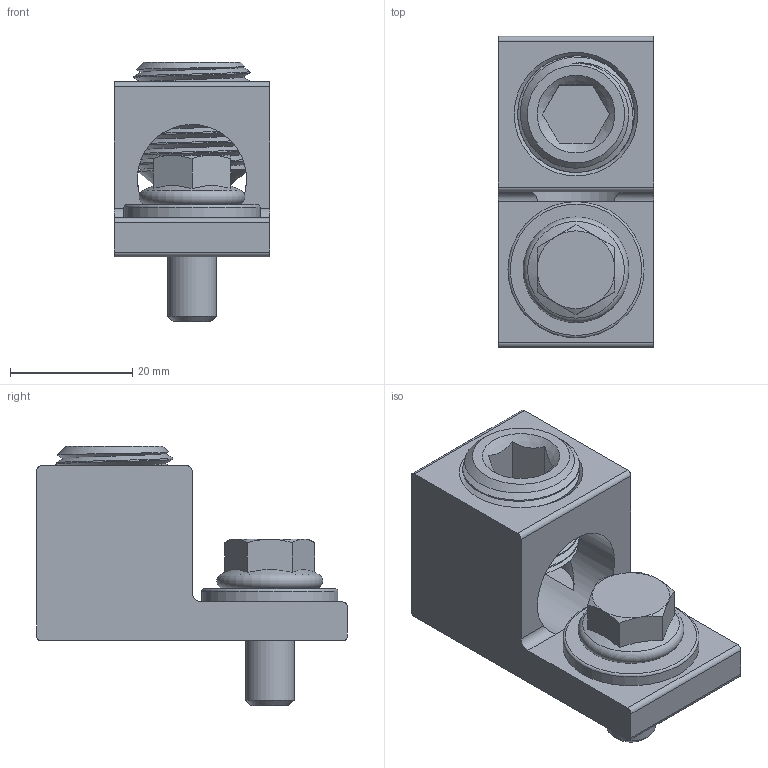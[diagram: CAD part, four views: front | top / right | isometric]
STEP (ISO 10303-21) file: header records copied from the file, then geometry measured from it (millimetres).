
FILE_DESCRIPTION(/* description */ (''),/* implementation_level */ '2;1');
FILE_NAME(/* name */ 'S350-KIT-Assembly.stp',/* time_stamp */ '2016-02-01T12:44:19-05:00',/* author */ ('tsmith'),/* organization */ (''),/* preprocessor_version */ 'ST-DEVELOPER v15.6',/* originating_system */ 'Autodesk Inventor 2015',/* authorisation */ '');
FILE_SCHEMA (('AUTOMOTIVE_DESIGN { 1 0 10303 214 3 1 1 }'));
Length unit declared in the file: inch
Products named in the file (5): S350; 14241; HHCS516C-01; .312 washer; S350-KIT-Assembly
Assembly tree (4 placements, depth 2):
  S350-KIT-Assembly
    S350
    14241
    HHCS516C-01
    .312 washer
Bounding box: 25.4 x 50.8 x 42.32 mm (x, y, z)
Volume: 20873.3 mm3; surface area: 11464.7 mm2
Topology: 4 solids, 4 shells, 65 faces, 152 edges, 97 vertices
Faces by surface type: plane 30, cylinder 16, cone 13, torus 3, bspline 2, sphere 1
Full cylindrical faces by diameter (mm): 7.938 x1, 8.712 x1, 9.525 x1, 17.323 x1, 17.856 x1, 22.225 x1
Entity records: 3843 total; most frequent: CARTESIAN_POINT 2400, DIRECTION 279, ORIENTED_EDGE 254, EDGE_CURVE 127, AXIS2_PLACEMENT_3D 116, EDGE_LOOP 92, VERTEX_POINT 89, FACE_OUTER_BOUND 65
